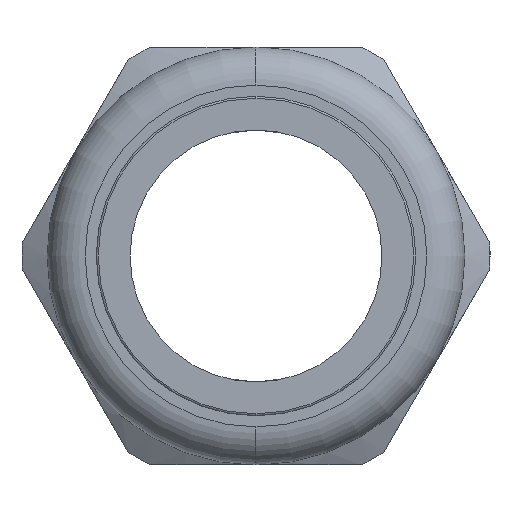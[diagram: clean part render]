
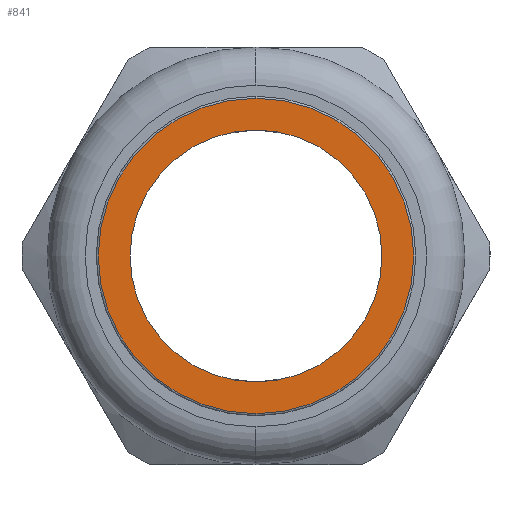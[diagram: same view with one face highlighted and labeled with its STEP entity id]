
A CAD part, left-side view. The second image highlights one B-rep face of the part: STEP entity #841.
In plain terms, the highlighted planar face has unit normal (-1, 0, 0).
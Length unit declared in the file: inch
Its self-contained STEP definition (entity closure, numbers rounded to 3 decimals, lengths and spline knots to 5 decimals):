
#819 = EDGE_CURVE ( 'NONE', #858, #861, #2719, .T. ) ;
#823 = ORIENTED_EDGE ( 'NONE', *, *, #859, .T. ) ;
#836 = VERTEX_POINT ( 'NONE', #2743 ) ;
#841 = ADVANCED_FACE ( 'NONE', ( #2736, #2794 ), #2793, .T. ) ;
#853 = EDGE_LOOP ( 'NONE', ( #4268, #4265 ) ) ;
#858 = VERTEX_POINT ( 'NONE', #2765 ) ;
#859 = EDGE_CURVE ( 'NONE', #861, #858, #2827, .T. ) ;
#861 = VERTEX_POINT ( 'NONE', #2819 ) ;
#936 = DIRECTION ( 'NONE',  ( 0., 0., 1. ) ) ;
#2715 = DIRECTION ( 'NONE',  ( 0., 0., -1. ) ) ;
#2716 = DIRECTION ( 'NONE',  ( 1., 0., 0. ) ) ;
#2717 = CARTESIAN_POINT ( 'NONE',  ( -1.87, 0., 0. ) ) ;
#2718 = AXIS2_PLACEMENT_3D ( 'NONE', #2717, #2716, #2715 ) ;
#2719 = CIRCLE ( 'NONE', #2718, 0.63 ) ;
#2736 = FACE_OUTER_BOUND ( 'NONE', #853, .T. ) ;
#2743 = CARTESIAN_POINT ( 'NONE',  ( -1.87, 0., -0.789 ) ) ;
#2764 = CARTESIAN_POINT ( 'NONE',  ( -1.87, 0., 0. ) ) ;
#2765 = CARTESIAN_POINT ( 'NONE',  ( -1.87, 0., -0.63 ) ) ;
#2789 = DIRECTION ( 'NONE',  ( 0., 0., 1. ) ) ;
#2790 = DIRECTION ( 'NONE',  ( -1., 0., 0. ) ) ;
#2791 = CARTESIAN_POINT ( 'NONE',  ( -1.87, 0.799, 0. ) ) ;
#2792 = AXIS2_PLACEMENT_3D ( 'NONE', #2791, #2790, #2789 ) ;
#2793 = PLANE ( 'NONE',  #2792 ) ;
#2794 = FACE_BOUND ( 'NONE', #4237, .T. ) ;
#2819 = CARTESIAN_POINT ( 'NONE',  ( -1.87, 0., 0.63 ) ) ;
#2824 = DIRECTION ( 'NONE',  ( 0., 0., -1. ) ) ;
#2825 = DIRECTION ( 'NONE',  ( 1., 0., 0. ) ) ;
#2826 = AXIS2_PLACEMENT_3D ( 'NONE', #2764, #2825, #2824 ) ;
#2827 = CIRCLE ( 'NONE', #2826, 0.63 ) ;
#3172 = CARTESIAN_POINT ( 'NONE',  ( -1.87, 0., 0. ) ) ;
#3429 = DIRECTION ( 'NONE',  ( -1., 0., 0. ) ) ;
#3683 = AXIS2_PLACEMENT_3D ( 'NONE', #3172, #3429, #936 ) ;
#3684 = CIRCLE ( 'NONE', #3683, 0.789 ) ;
#3685 = CARTESIAN_POINT ( 'NONE',  ( -1.87, 0., 0.789 ) ) ;
#3707 = DIRECTION ( 'NONE',  ( 0., 0., 1. ) ) ;
#3708 = DIRECTION ( 'NONE',  ( -1., 0., 0. ) ) ;
#3709 = CARTESIAN_POINT ( 'NONE',  ( -1.87, 0., 0. ) ) ;
#3710 = AXIS2_PLACEMENT_3D ( 'NONE', #3709, #3708, #3707 ) ;
#3711 = CIRCLE ( 'NONE', #3710, 0.789 ) ;
#4237 = EDGE_LOOP ( 'NONE', ( #4246, #823 ) ) ;
#4246 = ORIENTED_EDGE ( 'NONE', *, *, #819, .T. ) ;
#4265 = ORIENTED_EDGE ( 'NONE', *, *, #4269, .T. ) ;
#4268 = ORIENTED_EDGE ( 'NONE', *, *, #4283, .T. ) ;
#4269 = EDGE_CURVE ( 'NONE', #836, #4281, #3711, .T. ) ;
#4281 = VERTEX_POINT ( 'NONE', #3685 ) ;
#4283 = EDGE_CURVE ( 'NONE', #4281, #836, #3684, .T. ) ;
